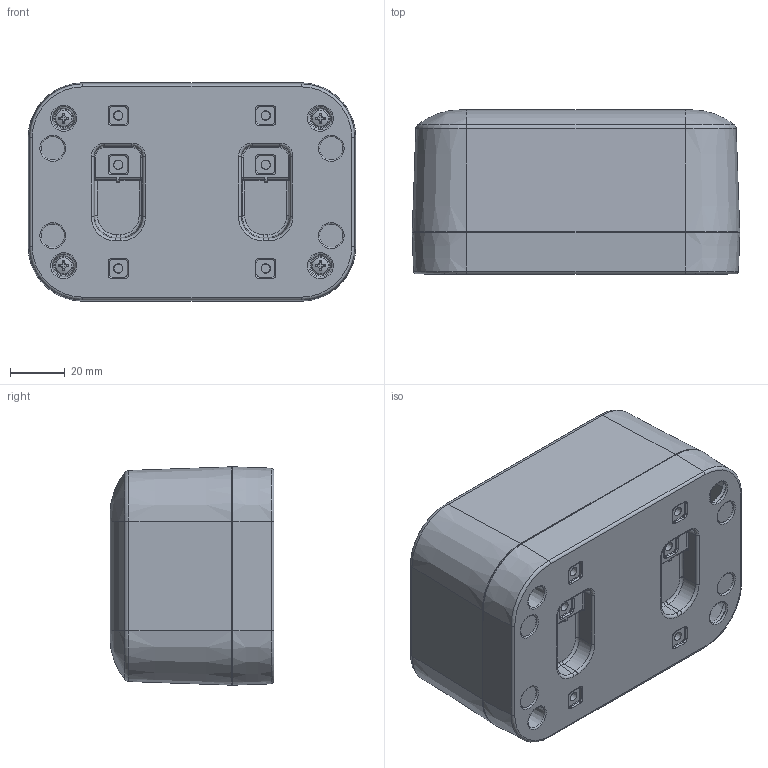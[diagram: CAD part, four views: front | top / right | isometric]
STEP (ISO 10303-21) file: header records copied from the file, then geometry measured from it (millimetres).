
FILE_DESCRIPTION(/* description */ (''),/* implementation_level */ '2;1');
FILE_NAME(/* name */ '1556CA.iam.stp',/* time_stamp */ '2023-01-30T13:56:20-05:00',/* author */ ('MBeerman'),/* organization */ (''),/* preprocessor_version */ 'ST-DEVELOPER v19.2',/* originating_system */ 'Autodesk Inventor 2023',/* authorisation */ '');
FILE_SCHEMA (('AUTOMOTIVE_DESIGN { 1 0 10303 214 3 1 1 }'));
Products named in the file (5): 1556CA; 1557F Bottom; 1556BA1 TOP; 1557D; #38772
Assembly tree (4 placements, depth 2):
  1556CA
    1557F Bottom
    1556BA1 TOP
    1557D  x2
  #38772
Bounding box: 120 x 60 x 80 mm (x, y, z)
Volume: 132137.6 mm3; surface area: 118376.6 mm2
Topology: 8 solids, 8 shells, 1256 faces, 3137 edges, 1994 vertices
Faces by surface type: plane 556, bspline 258, cylinder 184, cone 140, torus 98, sphere 20
Full cylindrical faces by diameter (mm): 3.429 x4, 4 x12, 6.68 x4
Entity records: 38708 total; most frequent: CARTESIAN_POINT 12402, ORIENTED_EDGE 5662, DIRECTION 5025, EDGE_CURVE 2831, AXIS2_PLACEMENT_3D 1803, VERTEX_POINT 1793, LINE 1419, VECTOR 1419
